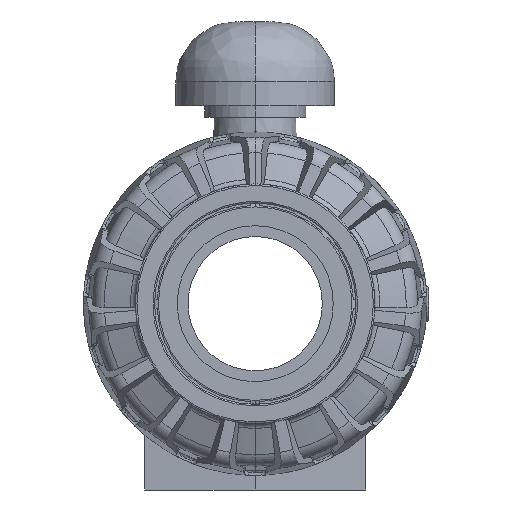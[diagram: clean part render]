
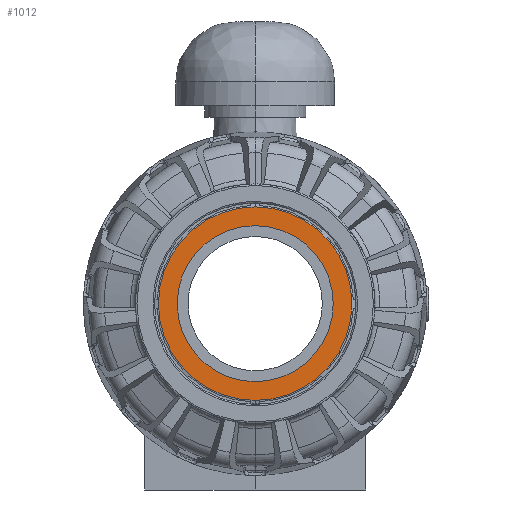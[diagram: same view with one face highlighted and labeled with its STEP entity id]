
A CAD part, left-side view. The second image highlights one B-rep face of the part: STEP entity #1012.
In plain terms, the highlighted planar face has unit normal (-1, 0, 0).
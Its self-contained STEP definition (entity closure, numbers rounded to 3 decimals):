
#1012=ADVANCED_FACE('',(#2699,#2700),#2701,.T.);
#2699=FACE_OUTER_BOUND('',#5176,.T.);
#2700=FACE_BOUND('',#5177,.T.);
#2701=PLANE('',#5178);
#5176=EDGE_LOOP('',(#8312,#8313));
#5177=EDGE_LOOP('',(#8314,#8315));
#5178=AXIS2_PLACEMENT_3D('',#8316,#8317,#8318);
#8312=ORIENTED_EDGE('',*,*,#15114,.T.);
#8313=ORIENTED_EDGE('',*,*,#15262,.T.);
#8314=ORIENTED_EDGE('',*,*,#15107,.F.);
#8315=ORIENTED_EDGE('',*,*,#15264,.F.);
#8316=CARTESIAN_POINT('',(-134.3,0.,-191.0));
#8317=DIRECTION('',(-1.0,-0.0,0.0));
#8318=DIRECTION('',(0.0,0.,-1.0));
#15107=EDGE_CURVE('',#18095,#18098,#18099,.T.);
#15114=EDGE_CURVE('',#18105,#18109,#18111,.T.);
#15262=EDGE_CURVE('',#18109,#18105,#18329,.T.);
#15264=EDGE_CURVE('',#18098,#18095,#18331,.T.);
#18095=VERTEX_POINT('',#22584);
#18098=VERTEX_POINT('',#22588);
#18099=CIRCLE('',#22589,54.0);
#18105=VERTEX_POINT('',#22596);
#18109=VERTEX_POINT('',#22601);
#18111=CIRCLE('',#22604,67.0);
#18329=CIRCLE('',#23018,67.0);
#18331=CIRCLE('',#23020,54.0);
#22584=CARTESIAN_POINT('',(-134.3,0.,-191.0));
#22588=CARTESIAN_POINT('',(-134.3,0.,-83.0));
#22589=AXIS2_PLACEMENT_3D('',#34971,#34972,#34973);
#22596=CARTESIAN_POINT('',(-134.3,0.,-204.0));
#22601=CARTESIAN_POINT('',(-134.3,0.,-70.0));
#22604=AXIS2_PLACEMENT_3D('',#34983,#34984,#34985);
#23018=AXIS2_PLACEMENT_3D('',#35158,#35159,#35160);
#23020=AXIS2_PLACEMENT_3D('',#35161,#35162,#35163);
#34971=CARTESIAN_POINT('',(-134.3,0.,-137.0));
#34972=DIRECTION('',(-1.0,-0.0,0.0));
#34973=DIRECTION('',(0.0,0.,-1.0));
#34983=CARTESIAN_POINT('',(-134.3,0.,-137.0));
#34984=DIRECTION('',(-1.0,-0.0,0.0));
#34985=DIRECTION('',(0.0,0.,-1.0));
#35158=CARTESIAN_POINT('',(-134.3,0.,-137.0));
#35159=DIRECTION('',(-1.0,-0.0,0.0));
#35160=DIRECTION('',(0.0,0.,-1.0));
#35161=CARTESIAN_POINT('',(-134.3,0.,-137.0));
#35162=DIRECTION('',(-1.0,-0.0,0.0));
#35163=DIRECTION('',(0.0,0.,-1.0));
